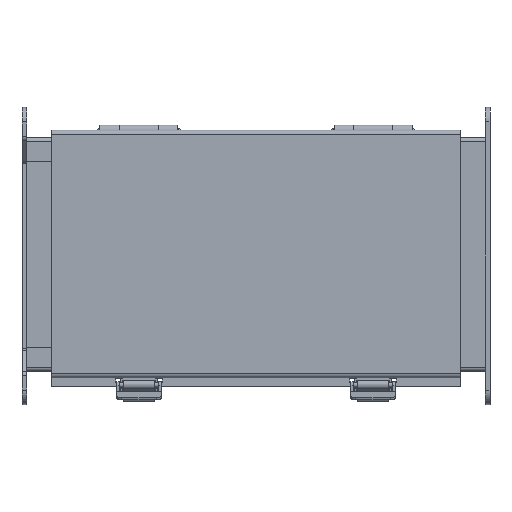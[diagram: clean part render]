
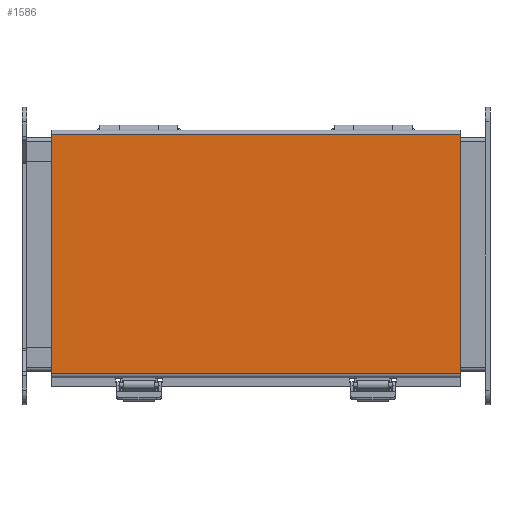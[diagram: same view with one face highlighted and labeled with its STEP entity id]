
A CAD part, front view. The second image highlights one B-rep face of the part: STEP entity #1586.
In plain terms, the highlighted planar face has unit normal (0, -1, 0).
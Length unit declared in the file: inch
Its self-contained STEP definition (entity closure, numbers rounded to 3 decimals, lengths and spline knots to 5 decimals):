
#530 = PLANE ( 'NONE',  #3113 ) ;
#655 = CARTESIAN_POINT ( 'NONE',  ( 5.25, -3.172, 3.0785 ) ) ;
#1025 = CARTESIAN_POINT ( 'NONE',  ( -5.25, -3.172, 3.0785 ) ) ;
#1184 = VECTOR ( 'NONE', #12395, 39.37008 ) ;
#1586 = ADVANCED_FACE ( 'NONE', ( #6409 ), #530, .F. ) ;
#2620 = CARTESIAN_POINT ( 'NONE',  ( 5.25, -3.172, 3.0785 ) ) ;
#3113 = AXIS2_PLACEMENT_3D ( 'NONE', #5430, #8530, #8403 ) ;
#3164 = VECTOR ( 'NONE', #6423, 39.37008 ) ;
#3195 = VECTOR ( 'NONE', #12387, 39.37008 ) ;
#3286 = DIRECTION ( 'NONE',  ( 0., 0., 1. ) ) ;
#3877 = ORIENTED_EDGE ( 'NONE', *, *, #11381, .F. ) ;
#4364 = ORIENTED_EDGE ( 'NONE', *, *, #8988, .F. ) ;
#4466 = VERTEX_POINT ( 'NONE', #11375 ) ;
#5225 = LINE ( 'NONE', #8197, #6954 ) ;
#5263 = ORIENTED_EDGE ( 'NONE', *, *, #8217, .F. ) ;
#5430 = CARTESIAN_POINT ( 'NONE',  ( 5.25, -3.172, 3.1865 ) ) ;
#6409 = FACE_OUTER_BOUND ( 'NONE', #7362, .T. ) ;
#6423 = DIRECTION ( 'NONE',  ( -1., 0., 0. ) ) ;
#6701 = LINE ( 'NONE', #2620, #1184 ) ;
#6954 = VECTOR ( 'NONE', #3286, 39.37008 ) ;
#6999 = EDGE_CURVE ( 'NONE', #12077, #4466, #10431, .T. ) ;
#7219 = CARTESIAN_POINT ( 'NONE',  ( 5.25, -3.172, 3.1865 ) ) ;
#7362 = EDGE_LOOP ( 'NONE', ( #11875, #5263, #3877, #4364 ) ) ;
#8175 = VERTEX_POINT ( 'NONE', #1025 ) ;
#8197 = CARTESIAN_POINT ( 'NONE',  ( -5.25, -3.172, 3.1865 ) ) ;
#8217 = EDGE_CURVE ( 'NONE', #9417, #12077, #11420, .T. ) ;
#8403 = DIRECTION ( 'NONE',  ( 0., 0., -1. ) ) ;
#8530 = DIRECTION ( 'NONE',  ( 0., 1., 0. ) ) ;
#8609 = CARTESIAN_POINT ( 'NONE',  ( 5.25, -3.172, -3.0585 ) ) ;
#8988 = EDGE_CURVE ( 'NONE', #4466, #8175, #5225, .T. ) ;
#9417 = VERTEX_POINT ( 'NONE', #655 ) ;
#10431 = LINE ( 'NONE', #8609, #3164 ) ;
#11375 = CARTESIAN_POINT ( 'NONE',  ( -5.25, -3.172, -3.0585 ) ) ;
#11381 = EDGE_CURVE ( 'NONE', #8175, #9417, #6701, .T. ) ;
#11420 = LINE ( 'NONE', #7219, #3195 ) ;
#11875 = ORIENTED_EDGE ( 'NONE', *, *, #6999, .F. ) ;
#12077 = VERTEX_POINT ( 'NONE', #12221 ) ;
#12221 = CARTESIAN_POINT ( 'NONE',  ( 5.25, -3.172, -3.0585 ) ) ;
#12387 = DIRECTION ( 'NONE',  ( 0., 0., -1. ) ) ;
#12395 = DIRECTION ( 'NONE',  ( 1., 0., 0. ) ) ;
